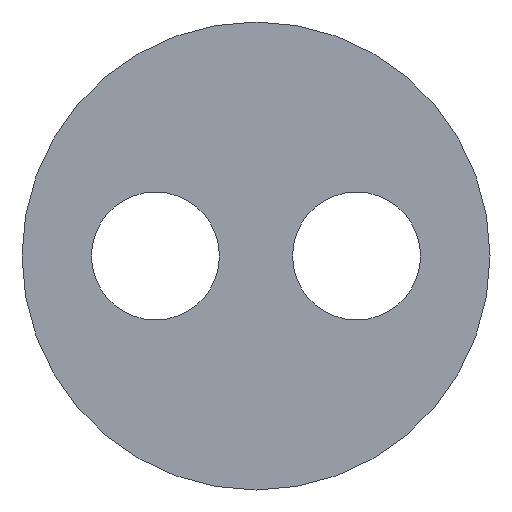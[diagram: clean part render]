
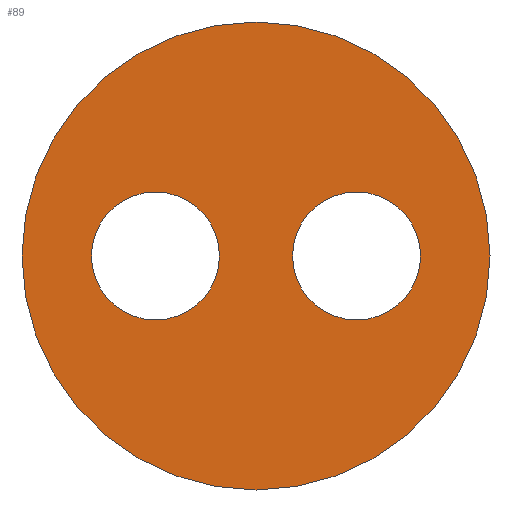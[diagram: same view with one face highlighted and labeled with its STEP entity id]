
A CAD part, left-side view. The second image highlights one B-rep face of the part: STEP entity #89.
In plain terms, the highlighted planar face has unit normal (-1, 0, 0).
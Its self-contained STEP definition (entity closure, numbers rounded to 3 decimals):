
#89 = ADVANCED_FACE( '', ( #187, #188, #189 ), #190, .F. );
#187 = FACE_BOUND( '', #296, .T. );
#188 = FACE_BOUND( '', #297, .T. );
#189 = FACE_OUTER_BOUND( '', #298, .T. );
#190 = PLANE( '', #299 );
#296 = EDGE_LOOP( '', ( #494 ) );
#297 = EDGE_LOOP( '', ( #495 ) );
#298 = EDGE_LOOP( '', ( #496 ) );
#299 = AXIS2_PLACEMENT_3D( '', #497, #498, #499 );
#494 = ORIENTED_EDGE( '', *, *, #627, .T. );
#495 = ORIENTED_EDGE( '', *, *, #703, .T. );
#496 = ORIENTED_EDGE( '', *, *, #640, .F. );
#497 = CARTESIAN_POINT( '', ( 0., 0., 0. ) );
#498 = DIRECTION( '', ( 1., 0., 0. ) );
#499 = DIRECTION( '', ( 0., 0., -1. ) );
#627 = EDGE_CURVE( '', #737, #737, #738, .T. );
#640 = EDGE_CURVE( '', #760, #760, #761, .T. );
#703 = EDGE_CURVE( '', #859, #859, #860, .T. );
#737 = VERTEX_POINT( '', #900 );
#738 = CIRCLE( '', #901, 3.5 );
#760 = VERTEX_POINT( '', #931 );
#761 = CIRCLE( '', #932, 12.8 );
#859 = VERTEX_POINT( '', #1062 );
#860 = CIRCLE( '', #1063, 3.5 );
#900 = CARTESIAN_POINT( '', ( 0., -5.5, -3.5 ) );
#901 = AXIS2_PLACEMENT_3D( '', #1115, #1116, #1117 );
#931 = CARTESIAN_POINT( '', ( 0., 0., -12.8 ) );
#932 = AXIS2_PLACEMENT_3D( '', #1129, #1130, #1131 );
#1062 = CARTESIAN_POINT( '', ( 0., 5.5, -3.5 ) );
#1063 = AXIS2_PLACEMENT_3D( '', #1212, #1213, #1214 );
#1115 = CARTESIAN_POINT( '', ( 0., -5.5, 0. ) );
#1116 = DIRECTION( '', ( 1., 0., 0. ) );
#1117 = DIRECTION( '', ( 0., 0., -1. ) );
#1129 = CARTESIAN_POINT( '', ( 0., 0., 0. ) );
#1130 = DIRECTION( '', ( 1., 0., 0. ) );
#1131 = DIRECTION( '', ( 0., 0., -1. ) );
#1212 = CARTESIAN_POINT( '', ( 0., 5.5, 0. ) );
#1213 = DIRECTION( '', ( 1., 0., 0. ) );
#1214 = DIRECTION( '', ( 0., 0., -1. ) );
